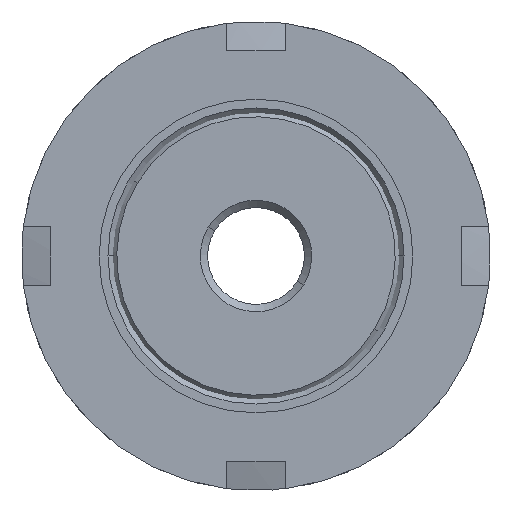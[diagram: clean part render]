
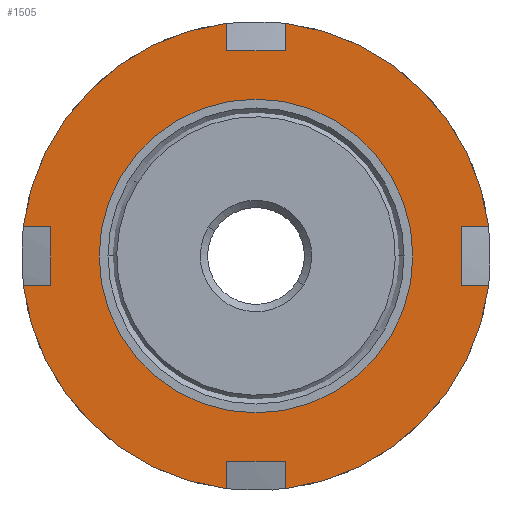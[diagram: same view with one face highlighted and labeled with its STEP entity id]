
A CAD part, front view. The second image highlights one B-rep face of the part: STEP entity #1505.
In plain terms, the highlighted planar face has unit normal (0, -1, 0).
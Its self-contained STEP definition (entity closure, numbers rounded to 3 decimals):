
#40 = EDGE_CURVE ( 'NONE', #1165, #2226, #834, .T. ) ;
#79 = EDGE_CURVE ( 'NONE', #2190, #1772, #328, .T. ) ;
#127 = DIRECTION ( 'NONE',  ( -1., 0., 0. ) ) ;
#143 = ORIENTED_EDGE ( 'NONE', *, *, #1695, .T. ) ;
#152 = CARTESIAN_POINT ( 'NONE',  ( 2., -10.269, 15.875 ) ) ;
#187 = ORIENTED_EDGE ( 'NONE', *, *, #1837, .T. ) ;
#202 = DIRECTION ( 'NONE',  ( 0., 0., 1. ) ) ;
#267 = VERTEX_POINT ( 'NONE', #274 ) ;
#274 = CARTESIAN_POINT ( 'NONE',  ( 2., -10.269, 14. ) ) ;
#292 = DIRECTION ( 'NONE',  ( -1., 0., 0. ) ) ;
#293 = VECTOR ( 'NONE', #2445, 1000. ) ;
#301 = DIRECTION ( 'NONE',  ( 0., 1., 0. ) ) ;
#328 = LINE ( 'NONE', #760, #1399 ) ;
#334 = CARTESIAN_POINT ( 'NONE',  ( 2., -10.269, -15.875 ) ) ;
#352 = VECTOR ( 'NONE', #1735, 1000. ) ;
#359 = LINE ( 'NONE', #1890, #1938 ) ;
#366 = DIRECTION ( 'NONE',  ( 0., 1., 0. ) ) ;
#383 = ORIENTED_EDGE ( 'NONE', *, *, #1778, .T. ) ;
#404 = DIRECTION ( 'NONE',  ( -1., 0., 0. ) ) ;
#446 = CARTESIAN_POINT ( 'NONE',  ( 0., -10.269, 14. ) ) ;
#455 = CARTESIAN_POINT ( 'NONE',  ( 14., -10.269, 0. ) ) ;
#461 = EDGE_CURVE ( 'NONE', #1034, #2190, #2761, .T. ) ;
#469 = AXIS2_PLACEMENT_3D ( 'NONE', #2533, #1422, #758 ) ;
#477 = CARTESIAN_POINT ( 'NONE',  ( -2., -10.269, 15.875 ) ) ;
#510 = CARTESIAN_POINT ( 'NONE',  ( 14., -10.269, -2. ) ) ;
#531 = EDGE_CURVE ( 'NONE', #2165, #1063, #1179, .T. ) ;
#542 = CARTESIAN_POINT ( 'NONE',  ( -15.875, -10.269, 2. ) ) ;
#554 = ORIENTED_EDGE ( 'NONE', *, *, #1802, .F. ) ;
#561 = CARTESIAN_POINT ( 'NONE',  ( 10.7, -10.269, 2. ) ) ;
#608 = ORIENTED_EDGE ( 'NONE', *, *, #461, .F. ) ;
#626 = CARTESIAN_POINT ( 'NONE',  ( 2., -10.269, 0. ) ) ;
#630 = CARTESIAN_POINT ( 'NONE',  ( 15.875, -10.269, 2. ) ) ;
#637 = DIRECTION ( 'NONE',  ( 0., 0., 1. ) ) ;
#673 = EDGE_CURVE ( 'NONE', #1965, #2845, #1021, .T. ) ;
#675 = EDGE_CURVE ( 'NONE', #1224, #1749, #821, .T. ) ;
#689 = CARTESIAN_POINT ( 'NONE',  ( 0., -10.269, 0. ) ) ;
#707 = CARTESIAN_POINT ( 'NONE',  ( -2., -10.269, -15.875 ) ) ;
#717 = VERTEX_POINT ( 'NONE', #2381 ) ;
#736 = CARTESIAN_POINT ( 'NONE',  ( 0., -10.269, 0. ) ) ;
#746 = CARTESIAN_POINT ( 'NONE',  ( -14., -10.269, 0. ) ) ;
#748 = LINE ( 'NONE', #626, #1268 ) ;
#758 = DIRECTION ( 'NONE',  ( -1., 0., 0. ) ) ;
#760 = CARTESIAN_POINT ( 'NONE',  ( 10.7, -10.269, 2. ) ) ;
#789 = ORIENTED_EDGE ( 'NONE', *, *, #897, .F. ) ;
#801 = EDGE_CURVE ( 'NONE', #2195, #2849, #2681, .T. ) ;
#821 = CIRCLE ( 'NONE', #824, 16. ) ;
#824 = AXIS2_PLACEMENT_3D ( 'NONE', #1080, #2171, #404 ) ;
#834 = CIRCLE ( 'NONE', #2222, 16. ) ;
#839 = VECTOR ( 'NONE', #2511, 1000. ) ;
#884 = EDGE_CURVE ( 'NONE', #2195, #267, #1484, .T. ) ;
#885 = CARTESIAN_POINT ( 'NONE',  ( -2., -10.269, -14. ) ) ;
#897 = EDGE_CURVE ( 'NONE', #717, #1738, #2558, .T. ) ;
#901 = ORIENTED_EDGE ( 'NONE', *, *, #531, .T. ) ;
#914 = VECTOR ( 'NONE', #2320, 1000. ) ;
#918 = DIRECTION ( 'NONE',  ( 0., 1., 0. ) ) ;
#929 = CIRCLE ( 'NONE', #2136, 16. ) ;
#1021 = LINE ( 'NONE', #1069, #1419 ) ;
#1034 = VERTEX_POINT ( 'NONE', #2274 ) ;
#1056 = DIRECTION ( 'NONE',  ( -1., 0., 0. ) ) ;
#1063 = VERTEX_POINT ( 'NONE', #2286 ) ;
#1069 = CARTESIAN_POINT ( 'NONE',  ( 0., -10.269, -14. ) ) ;
#1080 = CARTESIAN_POINT ( 'NONE',  ( 0., -10.269, 0. ) ) ;
#1087 = VERTEX_POINT ( 'NONE', #1481 ) ;
#1159 = ORIENTED_EDGE ( 'NONE', *, *, #2582, .F. ) ;
#1165 = VERTEX_POINT ( 'NONE', #152 ) ;
#1166 = VECTOR ( 'NONE', #202, 1000. ) ;
#1179 = CIRCLE ( 'NONE', #469, 10.7 ) ;
#1188 = ORIENTED_EDGE ( 'NONE', *, *, #79, .F. ) ;
#1195 = VECTOR ( 'NONE', #1872, 1000. ) ;
#1200 = DIRECTION ( 'NONE',  ( -1., 0., 0. ) ) ;
#1224 = VERTEX_POINT ( 'NONE', #1912 ) ;
#1250 = CARTESIAN_POINT ( 'NONE',  ( 10.7, -10.269, -2. ) ) ;
#1259 = ORIENTED_EDGE ( 'NONE', *, *, #801, .T. ) ;
#1268 = VECTOR ( 'NONE', #637, 1000. ) ;
#1273 = DIRECTION ( 'NONE',  ( -1., 0., 0. ) ) ;
#1275 = ORIENTED_EDGE ( 'NONE', *, *, #2335, .F. ) ;
#1295 = CARTESIAN_POINT ( 'NONE',  ( -2., -10.269, 14. ) ) ;
#1362 = PLANE ( 'NONE',  #1918 ) ;
#1399 = VECTOR ( 'NONE', #1200, 1000. ) ;
#1419 = VECTOR ( 'NONE', #1056, 1000. ) ;
#1422 = DIRECTION ( 'NONE',  ( 0., 1., 0. ) ) ;
#1459 = DIRECTION ( 'NONE',  ( 0., 0., -1. ) ) ;
#1481 = CARTESIAN_POINT ( 'NONE',  ( -15.875, -10.269, -2. ) ) ;
#1483 = VECTOR ( 'NONE', #1867, 1000. ) ;
#1484 = LINE ( 'NONE', #446, #293 ) ;
#1505 = ADVANCED_FACE ( 'NONE', ( #1549, #1706 ), #1362, .F. ) ;
#1512 = EDGE_LOOP ( 'NONE', ( #2103, #901 ) ) ;
#1549 = FACE_BOUND ( 'NONE', #1512, .T. ) ;
#1583 = LINE ( 'NONE', #2082, #1483 ) ;
#1599 = CARTESIAN_POINT ( 'NONE',  ( 10.7, -10.269, 0. ) ) ;
#1623 = DIRECTION ( 'NONE',  ( -1., 0., 0. ) ) ;
#1644 = CARTESIAN_POINT ( 'NONE',  ( 0., -10.269, 0. ) ) ;
#1695 = EDGE_CURVE ( 'NONE', #1965, #1749, #1583, .T. ) ;
#1706 = FACE_OUTER_BOUND ( 'NONE', #2285, .T. ) ;
#1708 = EDGE_CURVE ( 'NONE', #2875, #1087, #2197, .T. ) ;
#1735 = DIRECTION ( 'NONE',  ( 1., 0., 0. ) ) ;
#1738 = VERTEX_POINT ( 'NONE', #510 ) ;
#1749 = VERTEX_POINT ( 'NONE', #334 ) ;
#1772 = VERTEX_POINT ( 'NONE', #542 ) ;
#1778 = EDGE_CURVE ( 'NONE', #717, #2226, #2084, .T. ) ;
#1782 = LINE ( 'NONE', #1250, #1195 ) ;
#1802 = EDGE_CURVE ( 'NONE', #2845, #2875, #359, .T. ) ;
#1837 = EDGE_CURVE ( 'NONE', #1034, #1087, #1782, .T. ) ;
#1863 = CARTESIAN_POINT ( 'NONE',  ( 10.7, -10.269, 0. ) ) ;
#1867 = DIRECTION ( 'NONE',  ( 0., 0., -1. ) ) ;
#1872 = DIRECTION ( 'NONE',  ( -1., 0., 0. ) ) ;
#1890 = CARTESIAN_POINT ( 'NONE',  ( -2., -10.269, 0. ) ) ;
#1903 = AXIS2_PLACEMENT_3D ( 'NONE', #689, #366, #1273 ) ;
#1905 = ORIENTED_EDGE ( 'NONE', *, *, #40, .F. ) ;
#1912 = CARTESIAN_POINT ( 'NONE',  ( 15.875, -10.269, -2. ) ) ;
#1918 = AXIS2_PLACEMENT_3D ( 'NONE', #1599, #301, #292 ) ;
#1933 = AXIS2_PLACEMENT_3D ( 'NONE', #736, #2050, #1623 ) ;
#1938 = VECTOR ( 'NONE', #1459, 1000. ) ;
#1943 = VECTOR ( 'NONE', #2679, 1000. ) ;
#1965 = VERTEX_POINT ( 'NONE', #2842 ) ;
#1981 = EDGE_CURVE ( 'NONE', #267, #1165, #748, .T. ) ;
#2045 = DIRECTION ( 'NONE',  ( 0., 1., 0. ) ) ;
#2050 = DIRECTION ( 'NONE',  ( 0., 1., 0. ) ) ;
#2074 = ORIENTED_EDGE ( 'NONE', *, *, #1708, .F. ) ;
#2082 = CARTESIAN_POINT ( 'NONE',  ( 2., -10.269, 0. ) ) ;
#2084 = LINE ( 'NONE', #561, #914 ) ;
#2103 = ORIENTED_EDGE ( 'NONE', *, *, #2431, .T. ) ;
#2136 = AXIS2_PLACEMENT_3D ( 'NONE', #2490, #918, #2476 ) ;
#2165 = VERTEX_POINT ( 'NONE', #1863 ) ;
#2171 = DIRECTION ( 'NONE',  ( 0., 1., 0. ) ) ;
#2190 = VERTEX_POINT ( 'NONE', #2399 ) ;
#2195 = VERTEX_POINT ( 'NONE', #1295 ) ;
#2197 = CIRCLE ( 'NONE', #1933, 16. ) ;
#2222 = AXIS2_PLACEMENT_3D ( 'NONE', #1644, #2045, #127 ) ;
#2226 = VERTEX_POINT ( 'NONE', #630 ) ;
#2274 = CARTESIAN_POINT ( 'NONE',  ( -14., -10.269, -2. ) ) ;
#2285 = EDGE_LOOP ( 'NONE', ( #1188, #608, #187, #2074, #554, #2358, #143, #2472, #1275, #789, #383, #1905, #2733, #2566, #1259, #1159 ) ) ;
#2286 = CARTESIAN_POINT ( 'NONE',  ( -10.7, -10.269, 0. ) ) ;
#2320 = DIRECTION ( 'NONE',  ( 1., 0., 0. ) ) ;
#2335 = EDGE_CURVE ( 'NONE', #1738, #1224, #2408, .T. ) ;
#2358 = ORIENTED_EDGE ( 'NONE', *, *, #673, .F. ) ;
#2381 = CARTESIAN_POINT ( 'NONE',  ( 14., -10.269, 2. ) ) ;
#2399 = CARTESIAN_POINT ( 'NONE',  ( -14., -10.269, 2. ) ) ;
#2408 = LINE ( 'NONE', #2668, #352 ) ;
#2431 = EDGE_CURVE ( 'NONE', #1063, #2165, #2808, .T. ) ;
#2445 = DIRECTION ( 'NONE',  ( 1., 0., 0. ) ) ;
#2472 = ORIENTED_EDGE ( 'NONE', *, *, #675, .F. ) ;
#2476 = DIRECTION ( 'NONE',  ( -1., 0., 0. ) ) ;
#2490 = CARTESIAN_POINT ( 'NONE',  ( 0., -10.269, 0. ) ) ;
#2511 = DIRECTION ( 'NONE',  ( 0., 0., 1. ) ) ;
#2533 = CARTESIAN_POINT ( 'NONE',  ( 0., -10.269, 0. ) ) ;
#2558 = LINE ( 'NONE', #455, #1943 ) ;
#2566 = ORIENTED_EDGE ( 'NONE', *, *, #884, .F. ) ;
#2582 = EDGE_CURVE ( 'NONE', #1772, #2849, #929, .T. ) ;
#2668 = CARTESIAN_POINT ( 'NONE',  ( 10.7, -10.269, -2. ) ) ;
#2679 = DIRECTION ( 'NONE',  ( 0., 0., -1. ) ) ;
#2681 = LINE ( 'NONE', #2824, #1166 ) ;
#2733 = ORIENTED_EDGE ( 'NONE', *, *, #1981, .F. ) ;
#2761 = LINE ( 'NONE', #746, #839 ) ;
#2808 = CIRCLE ( 'NONE', #1903, 10.7 ) ;
#2824 = CARTESIAN_POINT ( 'NONE',  ( -2., -10.269, 0. ) ) ;
#2842 = CARTESIAN_POINT ( 'NONE',  ( 2., -10.269, -14. ) ) ;
#2845 = VERTEX_POINT ( 'NONE', #885 ) ;
#2849 = VERTEX_POINT ( 'NONE', #477 ) ;
#2875 = VERTEX_POINT ( 'NONE', #707 ) ;
